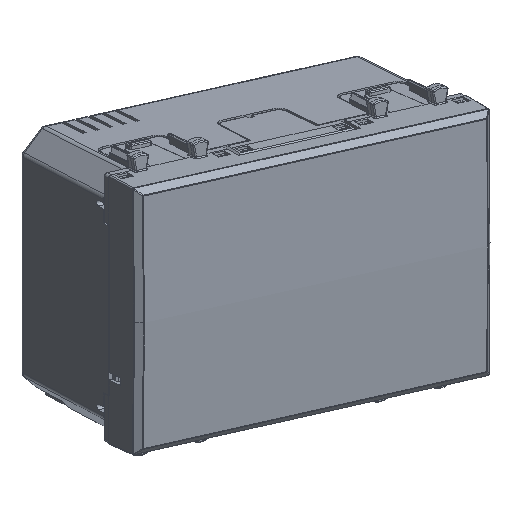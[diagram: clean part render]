
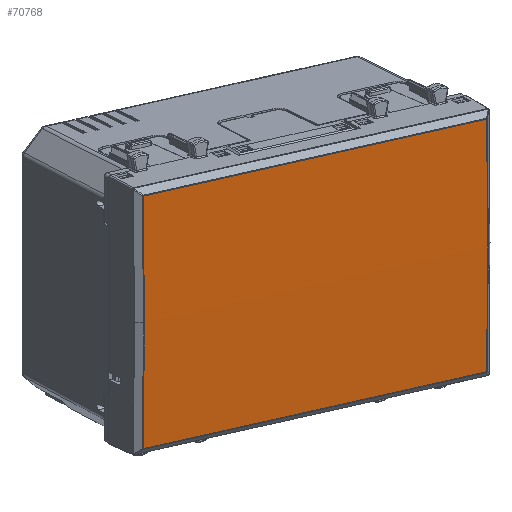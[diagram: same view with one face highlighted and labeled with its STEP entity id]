
A CAD part, top view. The second image highlights one B-rep face of the part: STEP entity #70768.
In plain terms, the highlighted cylindrical face has radius 825.133 mm (diameter 1650.27 mm), a partial arc.
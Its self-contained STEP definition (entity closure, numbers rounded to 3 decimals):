
#70709=CARTESIAN_POINT('Axis2P3D Location',(0.,16.813,-815.858)) ;
#70715=CARTESIAN_POINT('Control Point',(-21.066,32.24,9.006)) ;
#70716=CARTESIAN_POINT('Control Point',(-14.045,32.235,9.185)) ;
#70717=CARTESIAN_POINT('Control Point',(-7.023,32.233,9.275)) ;
#70718=CARTESIAN_POINT('Control Point',(0.,32.233,9.275)) ;
#70719=CARTESIAN_POINT('Vertex',(0.,32.233,9.275)) ;
#70721=CARTESIAN_POINT('Vertex',(-21.066,32.24,9.006)) ;
#70724=CARTESIAN_POINT('Line Origine',(-21.066,16.813,9.006)) ;
#70728=CARTESIAN_POINT('Vertex',(-21.066,-32.24,9.006)) ;
#70732=CARTESIAN_POINT('Control Point',(-21.066,-32.24,9.006)) ;
#70733=CARTESIAN_POINT('Control Point',(-14.045,-32.235,9.185)) ;
#70734=CARTESIAN_POINT('Control Point',(-7.023,-32.233,9.275)) ;
#70735=CARTESIAN_POINT('Control Point',(0.,-32.233,9.275)) ;
#70736=CARTESIAN_POINT('Vertex',(0.,-32.233,9.275)) ;
#70740=CARTESIAN_POINT('Control Point',(21.066,-32.24,9.006)) ;
#70741=CARTESIAN_POINT('Control Point',(14.045,-32.235,9.185)) ;
#70742=CARTESIAN_POINT('Control Point',(7.023,-32.233,9.275)) ;
#70743=CARTESIAN_POINT('Control Point',(0.,-32.233,9.275)) ;
#70744=CARTESIAN_POINT('Vertex',(21.066,-32.24,9.006)) ;
#70747=CARTESIAN_POINT('Line Origine',(21.066,16.813,9.006)) ;
#70751=CARTESIAN_POINT('Vertex',(21.066,32.24,9.006)) ;
#70755=CARTESIAN_POINT('Control Point',(21.066,32.24,9.006)) ;
#70756=CARTESIAN_POINT('Control Point',(14.045,32.235,9.185)) ;
#70757=CARTESIAN_POINT('Control Point',(7.023,32.233,9.275)) ;
#70758=CARTESIAN_POINT('Control Point',(0.,32.233,9.275)) ;
#70710=DIRECTION('Axis2P3D Direction',(0.,1.,0.)) ;
#70711=DIRECTION('Axis2P3D XDirection',(-0.027,0.,1.)) ;
#70725=DIRECTION('Vector Direction',(0.,1.,0.)) ;
#70748=DIRECTION('Vector Direction',(0.,1.,0.)) ;
#70712=AXIS2_PLACEMENT_3D('Cylinder Axis2P3D',#70709,#70710,#70711) ;
#70761=ORIENTED_EDGE('',*,*,#70723,.T.) ;
#70762=ORIENTED_EDGE('',*,*,#70730,.F.) ;
#70763=ORIENTED_EDGE('',*,*,#70738,.F.) ;
#70764=ORIENTED_EDGE('',*,*,#70746,.T.) ;
#70765=ORIENTED_EDGE('',*,*,#70753,.T.) ;
#70766=ORIENTED_EDGE('',*,*,#70759,.F.) ;
#70726=VECTOR('Line Direction',#70725,1.) ;
#70749=VECTOR('Line Direction',#70748,1.) ;
#70768=ADVANCED_FACE('PartBody',(#70767),#70713,.T.) ;
#70714=B_SPLINE_CURVE_WITH_KNOTS('',3,(#70715,#70716,#70717,#70718),.UNSPECIFIED.,.F.,.U.,(4,4),(9.722,46.196),.UNSPECIFIED.) ;
#70731=B_SPLINE_CURVE_WITH_KNOTS('',3,(#70732,#70733,#70734,#70735),.UNSPECIFIED.,.F.,.U.,(4,4),(9.722,46.196),.UNSPECIFIED.) ;
#70739=B_SPLINE_CURVE_WITH_KNOTS('',3,(#70740,#70741,#70742,#70743),.UNSPECIFIED.,.F.,.U.,(4,4),(9.722,46.196),.UNSPECIFIED.) ;
#70754=B_SPLINE_CURVE_WITH_KNOTS('',3,(#70755,#70756,#70757,#70758),.UNSPECIFIED.,.F.,.U.,(4,4),(9.722,46.196),.UNSPECIFIED.) ;
#70713=CYLINDRICAL_SURFACE('generated cylinder',#70712,825.133) ;
#70723=EDGE_CURVE('',#70720,#70722,#70714,.F.) ;
#70730=EDGE_CURVE('',#70729,#70722,#70727,.T.) ;
#70738=EDGE_CURVE('',#70737,#70729,#70731,.F.) ;
#70746=EDGE_CURVE('',#70737,#70745,#70739,.F.) ;
#70753=EDGE_CURVE('',#70745,#70752,#70750,.T.) ;
#70759=EDGE_CURVE('',#70720,#70752,#70754,.F.) ;
#70760=EDGE_LOOP('',(#70761,#70762,#70763,#70764,#70765,#70766)) ;
#70767=FACE_OUTER_BOUND('',#70760,.T.) ;
#70727=LINE('Line',#70724,#70726) ;
#70750=LINE('Line',#70747,#70749) ;
#70720=VERTEX_POINT('',#70719) ;
#70722=VERTEX_POINT('',#70721) ;
#70729=VERTEX_POINT('',#70728) ;
#70737=VERTEX_POINT('',#70736) ;
#70745=VERTEX_POINT('',#70744) ;
#70752=VERTEX_POINT('',#70751) ;
